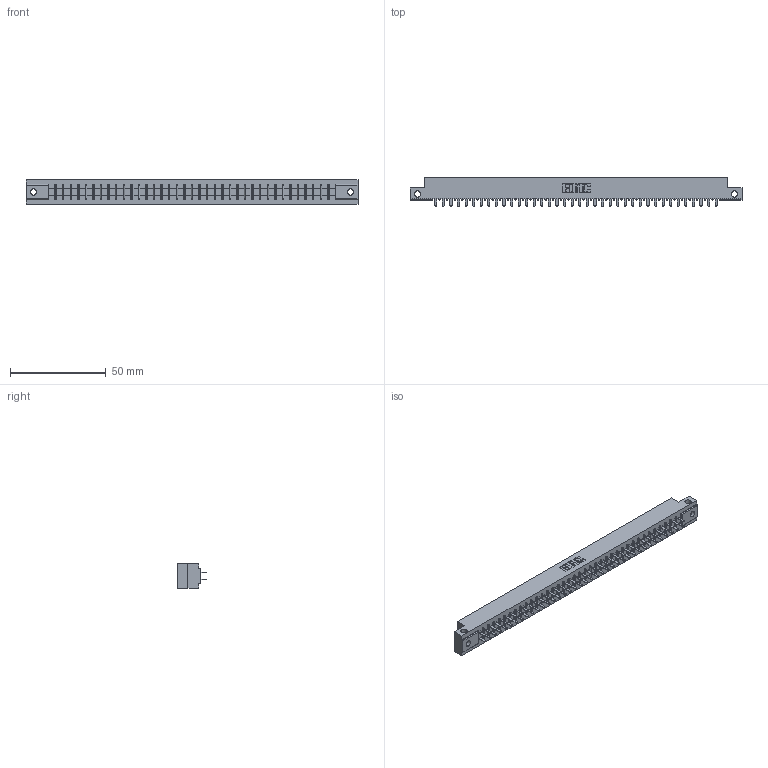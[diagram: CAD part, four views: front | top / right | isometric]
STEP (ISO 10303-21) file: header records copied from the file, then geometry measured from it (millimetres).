
FILE_DESCRIPTION (( 'STEP AP203' ), '1' );
FILE_NAME ('355-076-521-512.STEP', '2020-09-20T10:09:02', ( '' ), ( '' ), 'SwSTEP 2.0', 'SolidWorks 2020', '' );
FILE_SCHEMA (( 'CONFIG_CONTROL_DESIGN' ));
Length unit declared in the file: inch
Products named in the file (3): 305 Part_.128 Dia; 305-290-001_521; 355-076-521-512
Assembly tree (77 placements, depth 2):
  355-076-521-512
    305 Part_.128 Dia
    305-290-001_521  x76
Bounding box: 173.58 x 14.86 x 12.7 mm (x, y, z)
Volume: 17287.3 mm3; surface area: 22462.8 mm2
Topology: 77 solids, 77 shells, 3624 faces, 10346 edges, 6688 vertices
Faces by surface type: plane 2120, cylinder 1352, sphere 152
Entity records: 41917 total; most frequent: CARTESIAN_POINT 6984, ORIENTED_EDGE 6888, DIRECTION 6698, EDGE_CURVE 3444, LINE 2766, VECTOR 2766, VERTEX_POINT 2188, AXIS2_PLACEMENT_3D 1966
